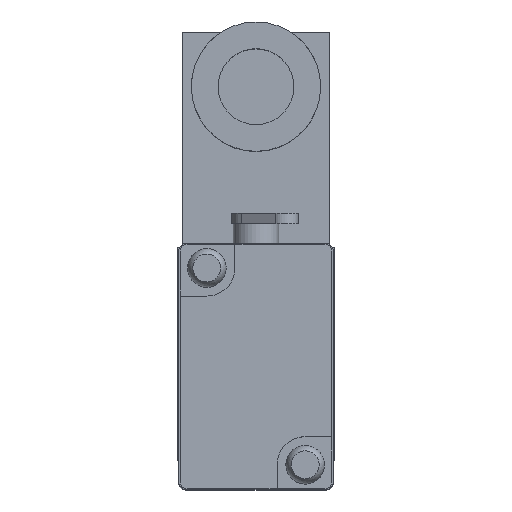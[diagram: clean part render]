
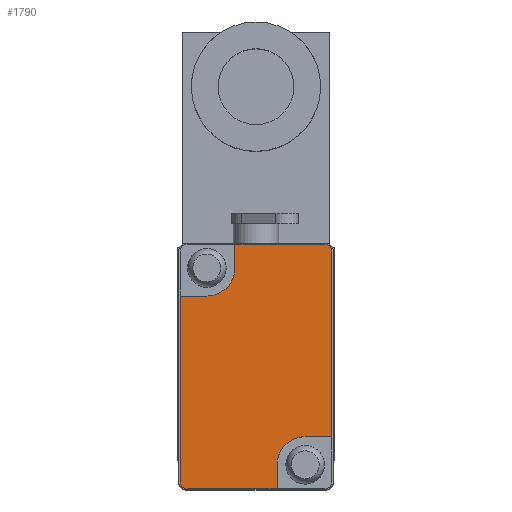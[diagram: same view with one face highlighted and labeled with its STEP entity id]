
A CAD part, top view. The second image highlights one B-rep face of the part: STEP entity #1790.
In plain terms, the highlighted planar face has unit normal (0, 0, 1).
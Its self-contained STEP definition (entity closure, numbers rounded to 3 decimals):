
#155=LINE('',#2947,#302);
#162=LINE('',#2963,#309);
#163=LINE('',#2965,#310);
#170=LINE('',#2981,#317);
#171=LINE('',#2983,#318);
#172=LINE('',#2987,#319);
#173=LINE('',#2988,#320);
#174=LINE('',#2992,#321);
#302=VECTOR('',#2316,1000.);
#309=VECTOR('',#2329,1000.);
#310=VECTOR('',#2332,1000.);
#317=VECTOR('',#2345,1000.);
#318=VECTOR('',#2348,1000.);
#319=VECTOR('',#2351,1000.);
#320=VECTOR('',#2352,1000.);
#321=VECTOR('',#2355,1000.);
#614=ORIENTED_EDGE('',*,*,#1002,.F.);
#615=ORIENTED_EDGE('',*,*,#1003,.F.);
#616=ORIENTED_EDGE('',*,*,#1004,.F.);
#617=ORIENTED_EDGE('',*,*,#993,.T.);
#618=ORIENTED_EDGE('',*,*,#998,.T.);
#619=ORIENTED_EDGE('',*,*,#1001,.T.);
#620=ORIENTED_EDGE('',*,*,#1005,.F.);
#621=ORIENTED_EDGE('',*,*,#1006,.F.);
#622=ORIENTED_EDGE('',*,*,#1007,.F.);
#623=ORIENTED_EDGE('',*,*,#984,.T.);
#624=ORIENTED_EDGE('',*,*,#989,.T.);
#625=ORIENTED_EDGE('',*,*,#992,.T.);
#984=EDGE_CURVE('',#1204,#1205,#155,.T.);
#989=EDGE_CURVE('',#1205,#1207,#1323,.T.);
#992=EDGE_CURVE('',#1207,#1209,#162,.T.);
#993=EDGE_CURVE('',#1210,#1211,#163,.T.);
#998=EDGE_CURVE('',#1211,#1213,#1324,.T.);
#1001=EDGE_CURVE('',#1213,#1215,#170,.T.);
#1002=EDGE_CURVE('',#1216,#1209,#171,.T.);
#1003=EDGE_CURVE('',#1217,#1216,#1325,.T.);
#1004=EDGE_CURVE('',#1210,#1217,#172,.T.);
#1005=EDGE_CURVE('',#1218,#1215,#173,.T.);
#1006=EDGE_CURVE('',#1219,#1218,#1326,.T.);
#1007=EDGE_CURVE('',#1204,#1219,#174,.T.);
#1204=VERTEX_POINT('',#2948);
#1205=VERTEX_POINT('',#2949);
#1207=VERTEX_POINT('',#2956);
#1209=VERTEX_POINT('',#2962);
#1210=VERTEX_POINT('',#2966);
#1211=VERTEX_POINT('',#2967);
#1213=VERTEX_POINT('',#2974);
#1215=VERTEX_POINT('',#2980);
#1216=VERTEX_POINT('',#2984);
#1217=VERTEX_POINT('',#2986);
#1218=VERTEX_POINT('',#2989);
#1219=VERTEX_POINT('',#2991);
#1323=CIRCLE('',#1956,1.);
#1324=CIRCLE('',#1960,1.);
#1325=CIRCLE('',#1963,4.);
#1326=CIRCLE('',#1964,4.);
#1438=EDGE_LOOP('',(#614,#615,#616,#617,#618,#619,#620,#621,#622,#623,#624,
#625));
#1599=FACE_BOUND('',#1438,.T.);
#1706=PLANE('',#1962);
#1790=ADVANCED_FACE('',(#1599),#1706,.T.);
#1956=AXIS2_PLACEMENT_3D('',#2957,#2323,#2324);
#1960=AXIS2_PLACEMENT_3D('',#2975,#2339,#2340);
#1962=AXIS2_PLACEMENT_3D('',#2982,#2346,#2347);
#1963=AXIS2_PLACEMENT_3D('',#2985,#2349,#2350);
#1964=AXIS2_PLACEMENT_3D('',#2990,#2353,#2354);
#2316=DIRECTION('',(0.,-1.,0.));
#2323=DIRECTION('',(0.,0.,1.));
#2324=DIRECTION('',(1.,0.,0.));
#2329=DIRECTION('',(1.,0.,0.));
#2332=DIRECTION('',(0.,1.,0.));
#2339=DIRECTION('',(0.,0.,1.));
#2340=DIRECTION('',(1.,0.,0.));
#2345=DIRECTION('',(-1.,0.,0.));
#2346=DIRECTION('',(0.,0.,1.));
#2347=DIRECTION('',(1.,0.,0.));
#2348=DIRECTION('',(0.,-1.,0.));
#2349=DIRECTION('',(0.,0.,1.));
#2350=DIRECTION('',(1.,0.,0.));
#2351=DIRECTION('',(-1.,0.,0.));
#2352=DIRECTION('',(0.,1.,0.));
#2353=DIRECTION('',(0.,0.,1.));
#2354=DIRECTION('',(1.,0.,0.));
#2355=DIRECTION('',(1.,0.,0.));
#2947=CARTESIAN_POINT('',(-10.8,16.4,52.));
#2948=CARTESIAN_POINT('',(-10.8,10.,52.));
#2949=CARTESIAN_POINT('',(-10.8,-16.4,52.));
#2956=CARTESIAN_POINT('',(-9.8,-17.4,52.));
#2957=CARTESIAN_POINT('',(-9.8,-16.4,52.));
#2962=CARTESIAN_POINT('',(3.,-17.4,52.));
#2963=CARTESIAN_POINT('',(-9.8,-17.4,52.));
#2965=CARTESIAN_POINT('',(10.8,-16.4,52.));
#2966=CARTESIAN_POINT('',(10.8,-10.,52.));
#2967=CARTESIAN_POINT('',(10.8,16.4,52.));
#2974=CARTESIAN_POINT('',(9.8,17.4,52.));
#2975=CARTESIAN_POINT('',(9.8,16.4,52.));
#2980=CARTESIAN_POINT('',(-3.,17.4,52.));
#2981=CARTESIAN_POINT('',(9.8,17.4,52.));
#2982=CARTESIAN_POINT('',(-9.8,16.4,52.));
#2983=CARTESIAN_POINT('',(3.,-14.,52.));
#2984=CARTESIAN_POINT('',(3.,-14.,52.));
#2985=CARTESIAN_POINT('',(7.,-14.,52.));
#2986=CARTESIAN_POINT('',(7.,-10.,52.));
#2987=CARTESIAN_POINT('',(-9.8,-10.,52.));
#2988=CARTESIAN_POINT('',(-3.,14.,52.));
#2989=CARTESIAN_POINT('',(-3.,14.,52.));
#2990=CARTESIAN_POINT('',(-7.,14.,52.));
#2991=CARTESIAN_POINT('',(-7.,10.,52.));
#2992=CARTESIAN_POINT('',(-9.8,10.,52.));
